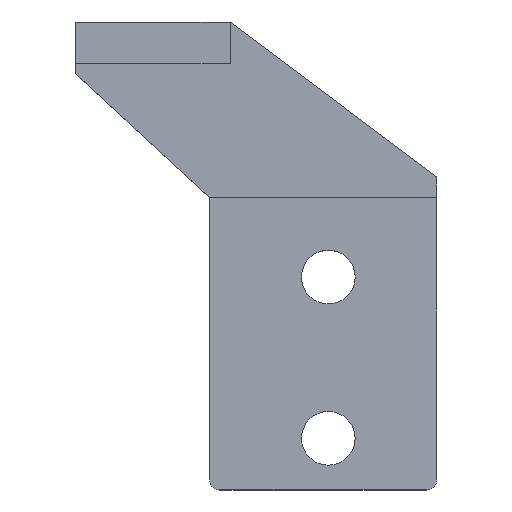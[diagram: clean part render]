
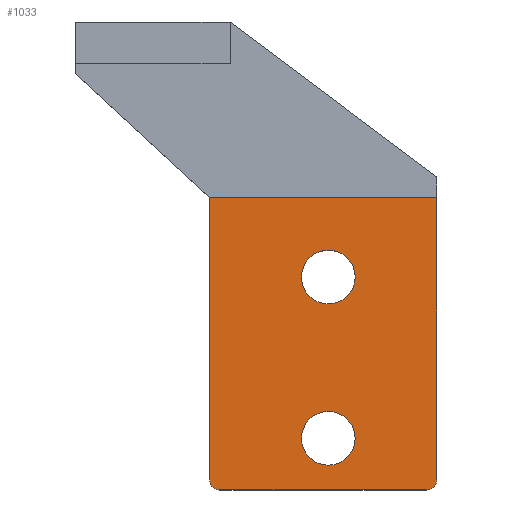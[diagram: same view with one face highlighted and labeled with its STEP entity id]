
A CAD part, top view. The second image highlights one B-rep face of the part: STEP entity #1033.
In plain terms, the highlighted planar face has unit normal (0, 0, 1).
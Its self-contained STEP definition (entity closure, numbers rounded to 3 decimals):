
#664 = VERTEX_POINT('',#665);
#665 = CARTESIAN_POINT('',(20.5,54.5,48.5));
#714 = VERTEX_POINT('',#715);
#715 = CARTESIAN_POINT('',(42.5,54.5,48.5));
#852 = EDGE_CURVE('',#853,#664,#855,.T.);
#853 = VERTEX_POINT('',#854);
#854 = CARTESIAN_POINT('',(20.5,27.2,48.5));
#855 = LINE('',#856,#857);
#856 = CARTESIAN_POINT('',(20.5,26.2,48.5));
#857 = VECTOR('',#858,1.);
#858 = DIRECTION('',(0.,1.,0.));
#877 = EDGE_CURVE('',#664,#714,#878,.T.);
#878 = LINE('',#879,#880);
#879 = CARTESIAN_POINT('',(7.5,54.5,48.5));
#880 = VECTOR('',#881,1.);
#881 = DIRECTION('',(1.,0.,0.));
#893 = EDGE_CURVE('',#894,#714,#896,.T.);
#894 = VERTEX_POINT('',#895);
#895 = CARTESIAN_POINT('',(42.5,27.2,48.5));
#896 = LINE('',#897,#898);
#897 = CARTESIAN_POINT('',(42.5,26.2,48.5));
#898 = VECTOR('',#899,1.);
#899 = DIRECTION('',(0.,1.,0.));
#919 = VERTEX_POINT('',#920);
#920 = CARTESIAN_POINT('',(41.5,26.2,48.5));
#926 = EDGE_CURVE('',#894,#919,#927,.T.);
#927 = CIRCLE('',#928,1.);
#928 = AXIS2_PLACEMENT_3D('',#929,#930,#931);
#929 = CARTESIAN_POINT('',(41.5,27.2,48.5));
#930 = DIRECTION('',(-0.,-0.,-1.));
#931 = DIRECTION('',(0.,-1.,0.));
#944 = VERTEX_POINT('',#945);
#945 = CARTESIAN_POINT('',(21.5,26.2,48.5));
#951 = EDGE_CURVE('',#944,#919,#952,.T.);
#952 = LINE('',#953,#954);
#953 = CARTESIAN_POINT('',(20.5,26.2,48.5));
#954 = VECTOR('',#955,1.);
#955 = DIRECTION('',(1.,0.,0.));
#998 = EDGE_CURVE('',#853,#944,#999,.T.);
#999 = CIRCLE('',#1000,1.);
#1000 = AXIS2_PLACEMENT_3D('',#1001,#1002,#1003);
#1001 = CARTESIAN_POINT('',(21.5,27.2,48.5));
#1002 = DIRECTION('',(-0.,0.,1.));
#1003 = DIRECTION('',(0.,-1.,0.));
#1033 = ADVANCED_FACE('',(#1034,#1042,#1053),#1064,.T.);
#1034 = FACE_BOUND('',#1035,.T.);
#1035 = EDGE_LOOP('',(#1036,#1037,#1038,#1039,#1040,#1041));
#1036 = ORIENTED_EDGE('',*,*,#852,.F.);
#1037 = ORIENTED_EDGE('',*,*,#998,.T.);
#1038 = ORIENTED_EDGE('',*,*,#951,.T.);
#1039 = ORIENTED_EDGE('',*,*,#926,.F.);
#1040 = ORIENTED_EDGE('',*,*,#893,.T.);
#1041 = ORIENTED_EDGE('',*,*,#877,.F.);
#1042 = FACE_BOUND('',#1043,.T.);
#1043 = EDGE_LOOP('',(#1044));
#1044 = ORIENTED_EDGE('',*,*,#1045,.F.);
#1045 = EDGE_CURVE('',#1046,#1046,#1048,.T.);
#1046 = VERTEX_POINT('',#1047);
#1047 = CARTESIAN_POINT('',(34.6,31.2,48.5));
#1048 = CIRCLE('',#1049,2.6);
#1049 = AXIS2_PLACEMENT_3D('',#1050,#1051,#1052);
#1050 = CARTESIAN_POINT('',(32.,31.2,48.5));
#1051 = DIRECTION('',(0.,0.,1.));
#1052 = DIRECTION('',(1.,0.,0.));
#1053 = FACE_BOUND('',#1054,.T.);
#1054 = EDGE_LOOP('',(#1055));
#1055 = ORIENTED_EDGE('',*,*,#1056,.F.);
#1056 = EDGE_CURVE('',#1057,#1057,#1059,.T.);
#1057 = VERTEX_POINT('',#1058);
#1058 = CARTESIAN_POINT('',(34.6,46.8,48.5));
#1059 = CIRCLE('',#1060,2.6);
#1060 = AXIS2_PLACEMENT_3D('',#1061,#1062,#1063);
#1061 = CARTESIAN_POINT('',(32.,46.8,48.5));
#1062 = DIRECTION('',(0.,0.,1.));
#1063 = DIRECTION('',(1.,0.,0.));
#1064 = PLANE('',#1065);
#1065 = AXIS2_PLACEMENT_3D('',#1066,#1067,#1068);
#1066 = CARTESIAN_POINT('',(20.5,26.2,48.5));
#1067 = DIRECTION('',(0.,0.,1.));
#1068 = DIRECTION('',(1.,0.,0.));
